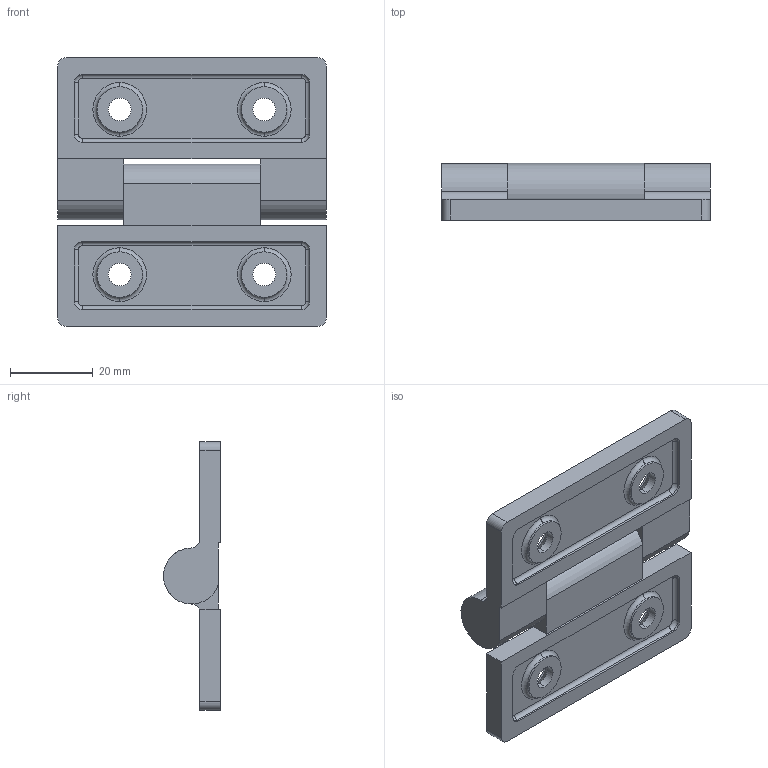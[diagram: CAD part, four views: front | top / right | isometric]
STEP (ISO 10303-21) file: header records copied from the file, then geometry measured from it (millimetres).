
FILE_DESCRIPTION (( 'STEP AP203' ), '1' );
FILE_NAME ('B-1064-3.STEP', '2019-02-20T06:07:45', ( '' ), ( '' ), 'SwSTEP 2.0', 'SolidWorks 2014', '' );
FILE_SCHEMA (( 'CONFIG_CONTROL_DESIGN' ));
Length unit declared in the file: millimetre
Products named in the file (4): B-1064-3_ピン_; B-1064-3_僸儞僕A丒B_僸儞僕A乮慻棫乯; B-1064-3_僸儞僕A丒B_僸儞僕B_岞; B-1064-3
Assembly tree (3 placements, depth 2):
  B-1064-3
    B-1064-3_僸儞僕A丒B_僸儞僕A乮慻棫乯
    B-1064-3_僸儞僕A丒B_僸儞僕B_岞
    B-1064-3_ピン_
Bounding box: 65 x 13.79 x 65 mm (x, y, z)
Volume: 23210.5 mm3; surface area: 14505 mm2
Topology: 3 solids, 3 shells, 120 faces, 276 edges, 170 vertices
Faces by surface type: cylinder 58, plane 38, torus 16, cone 8
Entity records: 3838 total; most frequent: DIRECTION 668, CARTESIAN_POINT 572, ORIENTED_EDGE 552, EDGE_CURVE 276, AXIS2_PLACEMENT_3D 266, VERTEX_POINT 170, CIRCLE 140, EDGE_LOOP 138
